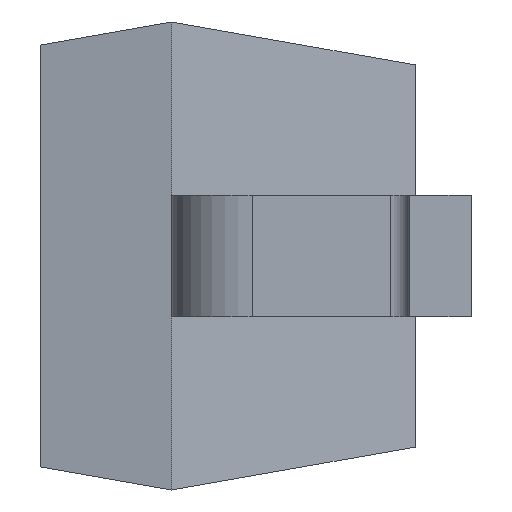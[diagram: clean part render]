
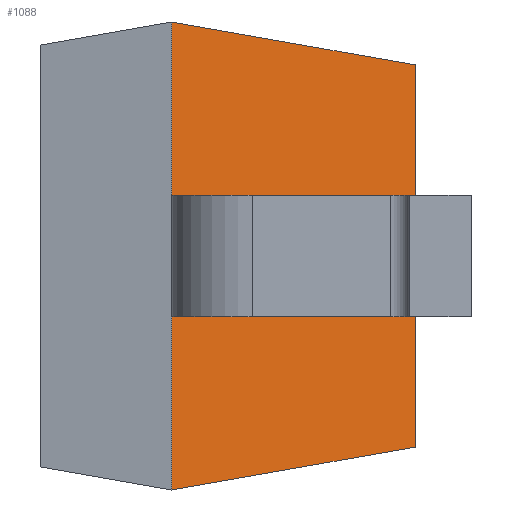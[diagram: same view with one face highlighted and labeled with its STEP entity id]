
A CAD part, left-side view. The second image highlights one B-rep face of the part: STEP entity #1088.
In plain terms, the highlighted planar face has unit normal (-0.985, -0.174, 0).
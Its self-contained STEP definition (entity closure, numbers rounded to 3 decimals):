
#24 = DIRECTION ( 'NONE',  ( -0.985, -0.174, 0. ) ) ;
#34 = EDGE_LOOP ( 'NONE', ( #372, #495, #487, #597 ) ) ;
#135 = FACE_OUTER_BOUND ( 'NONE', #34, .T. ) ;
#204 = CARTESIAN_POINT ( 'NONE',  ( -0.735, 0.15, 0.51 ) ) ;
#210 = VECTOR ( 'NONE', #1119, 1000. ) ;
#306 = DIRECTION ( 'NONE',  ( 0., 0., -1. ) ) ;
#358 = VECTOR ( 'NONE', #306, 1000. ) ;
#372 = ORIENTED_EDGE ( 'NONE', *, *, #1488, .T. ) ;
#461 = CARTESIAN_POINT ( 'NONE',  ( -0.735, 0.15, -0.51 ) ) ;
#468 = EDGE_CURVE ( 'NONE', #520, #1281, #909, .T. ) ;
#487 = ORIENTED_EDGE ( 'NONE', *, *, #811, .F. ) ;
#495 = ORIENTED_EDGE ( 'NONE', *, *, #1471, .T. ) ;
#520 = VERTEX_POINT ( 'NONE', #204 ) ;
#552 = VERTEX_POINT ( 'NONE', #1141 ) ;
#597 = ORIENTED_EDGE ( 'NONE', *, *, #468, .F. ) ;
#675 = CARTESIAN_POINT ( 'NONE',  ( -0.72, 0.065, -0.495 ) ) ;
#684 = AXIS2_PLACEMENT_3D ( 'NONE', #1306, #24, #725 ) ;
#725 = DIRECTION ( 'NONE',  ( 0., 0., 1. ) ) ;
#811 = EDGE_CURVE ( 'NONE', #1281, #1058, #1340, .T. ) ;
#843 = VECTOR ( 'NONE', #1254, 1000. ) ;
#860 = LINE ( 'NONE', #1112, #358 ) ;
#909 = LINE ( 'NONE', #1014, #843 ) ;
#1012 = VECTOR ( 'NONE', #1317, 1000. ) ;
#1014 = CARTESIAN_POINT ( 'NONE',  ( -0.735, 0.15, -0.625 ) ) ;
#1058 = VERTEX_POINT ( 'NONE', #1299 ) ;
#1062 = PLANE ( 'NONE',  #684 ) ;
#1088 = ADVANCED_FACE ( 'NONE', ( #135 ), #1062, .T. ) ;
#1112 = CARTESIAN_POINT ( 'NONE',  ( -0.85, 0.8, -0.625 ) ) ;
#1119 = DIRECTION ( 'NONE',  ( -0.171, 0.97, 0.171 ) ) ;
#1124 = CARTESIAN_POINT ( 'NONE',  ( -0.714, 0.028, 0.489 ) ) ;
#1141 = CARTESIAN_POINT ( 'NONE',  ( -0.85, 0.8, 0.625 ) ) ;
#1254 = DIRECTION ( 'NONE',  ( 0., 0., -1. ) ) ;
#1281 = VERTEX_POINT ( 'NONE', #461 ) ;
#1299 = CARTESIAN_POINT ( 'NONE',  ( -0.85, 0.8, -0.625 ) ) ;
#1306 = CARTESIAN_POINT ( 'NONE',  ( -0.735, 0.15, 0. ) ) ;
#1317 = DIRECTION ( 'NONE',  ( -0.171, 0.97, -0.171 ) ) ;
#1340 = LINE ( 'NONE', #675, #1012 ) ;
#1447 = LINE ( 'NONE', #1124, #210 ) ;
#1471 = EDGE_CURVE ( 'NONE', #552, #1058, #860, .T. ) ;
#1488 = EDGE_CURVE ( 'NONE', #520, #552, #1447, .T. ) ;
